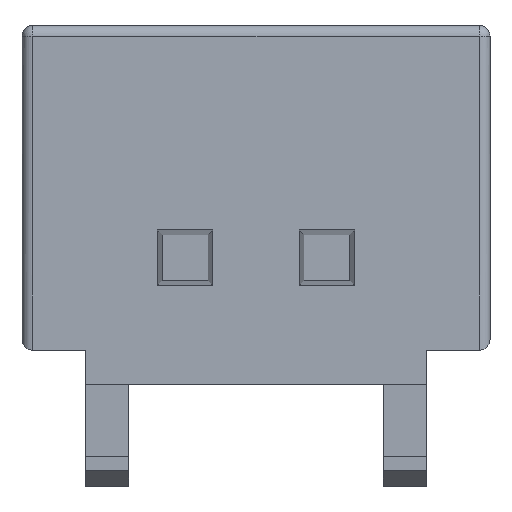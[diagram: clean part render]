
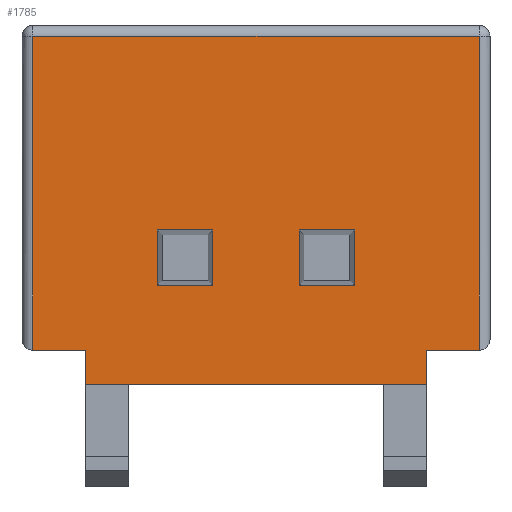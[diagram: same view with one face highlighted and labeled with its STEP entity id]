
A CAD part, front view. The second image highlights one B-rep face of the part: STEP entity #1785.
In plain terms, the highlighted planar face has unit normal (0, -1, 0).
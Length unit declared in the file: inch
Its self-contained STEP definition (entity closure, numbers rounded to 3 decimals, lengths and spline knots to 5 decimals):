
#114 = ORIENTED_EDGE ( 'NONE', *, *, #4582, .F. ) ;
#128 = VECTOR ( 'NONE', #9824, 39.37008 ) ;
#394 = DIRECTION ( 'NONE',  ( 0., 1., 0. ) ) ;
#458 = EDGE_CURVE ( 'NONE', #12764, #14771, #11884, .T. ) ;
#473 = EDGE_CURVE ( 'NONE', #6216, #9828, #12068, .T. ) ;
#554 = AXIS2_PLACEMENT_3D ( 'NONE', #7712, #394, #8953 ) ;
#572 = CARTESIAN_POINT ( 'NONE',  ( 0.475, -0.9475, -0.5475 ) ) ;
#650 = LINE ( 'NONE', #8297, #6793 ) ;
#701 = EDGE_CURVE ( 'NONE', #8298, #5849, #11472, .T. ) ;
#878 = VECTOR ( 'NONE', #5869, 39.37008 ) ;
#1077 = VERTEX_POINT ( 'NONE', #13767 ) ;
#1260 = CARTESIAN_POINT ( 'NONE',  ( 0.6525, -0.9475, -0.4525 ) ) ;
#1314 = LINE ( 'NONE', #5558, #13564 ) ;
#1388 = DIRECTION ( 'NONE',  ( 0., 0., -1. ) ) ;
#1515 = ORIENTED_EDGE ( 'NONE', *, *, #12175, .F. ) ;
#1673 = VECTOR ( 'NONE', #9731, 39.37008 ) ;
#1686 = LINE ( 'NONE', #1871, #4557 ) ;
#1785 = ADVANCED_FACE ( 'NONE', ( #2908, #5791, #15531 ), #2802, .F. ) ;
#1804 = VECTOR ( 'NONE', #10392, 39.37008 ) ;
#1871 = CARTESIAN_POINT ( 'NONE',  ( -0.475, -0.9475, -0.5475 ) ) ;
#1876 = DIRECTION ( 'NONE',  ( 0., 0., -1. ) ) ;
#2209 = DIRECTION ( 'NONE',  ( -1., 0., 0. ) ) ;
#2413 = CARTESIAN_POINT ( 'NONE',  ( 0.475, -0.9475, -0.5475 ) ) ;
#2489 = VECTOR ( 'NONE', #2685, 39.37008 ) ;
#2647 = VECTOR ( 'NONE', #11159, 39.37008 ) ;
#2685 = DIRECTION ( 'NONE',  ( 0., 0., -1. ) ) ;
#2802 = PLANE ( 'NONE',  #554 ) ;
#2899 = VECTOR ( 'NONE', #10845, 39.37008 ) ;
#2908 = FACE_BOUND ( 'NONE', #10533, .T. ) ;
#3057 = DIRECTION ( 'NONE',  ( 0., 0., 1. ) ) ;
#3147 = DIRECTION ( 'NONE',  ( 0., 0., 1. ) ) ;
#3322 = LINE ( 'NONE', #9191, #6195 ) ;
#3371 = LINE ( 'NONE', #1260, #128 ) ;
#3514 = CARTESIAN_POINT ( 'NONE',  ( -0.6225, -0.9475, 0.4225 ) ) ;
#3679 = LINE ( 'NONE', #11243, #13060 ) ;
#3984 = ORIENTED_EDGE ( 'NONE', *, *, #5957, .T. ) ;
#4096 = ORIENTED_EDGE ( 'NONE', *, *, #12502, .T. ) ;
#4126 = LINE ( 'NONE', #14394, #878 ) ;
#4158 = CARTESIAN_POINT ( 'NONE',  ( -0.275, -0.9475, -0.2725 ) ) ;
#4298 = CARTESIAN_POINT ( 'NONE',  ( 0.12, -0.9475, -0.1175 ) ) ;
#4460 = ORIENTED_EDGE ( 'NONE', *, *, #701, .T. ) ;
#4547 = CARTESIAN_POINT ( 'NONE',  ( 0.6225, -0.9475, -0.4525 ) ) ;
#4557 = VECTOR ( 'NONE', #3057, 39.37008 ) ;
#4582 = EDGE_CURVE ( 'NONE', #14771, #11381, #3679, .T. ) ;
#4611 = ORIENTED_EDGE ( 'NONE', *, *, #7966, .F. ) ;
#4658 = EDGE_CURVE ( 'NONE', #9828, #6052, #12863, .T. ) ;
#4715 = VERTEX_POINT ( 'NONE', #6752 ) ;
#4858 = EDGE_LOOP ( 'NONE', ( #4460, #12576, #7716, #10209, #13924, #4096, #11520, #3984 ) ) ;
#5493 = DIRECTION ( 'NONE',  ( -1., 0., 0. ) ) ;
#5552 = VECTOR ( 'NONE', #1388, 39.37008 ) ;
#5558 = CARTESIAN_POINT ( 'NONE',  ( -0.12, -0.9475, -0.1175 ) ) ;
#5700 = CARTESIAN_POINT ( 'NONE',  ( 0.475, -0.9475, -0.4525 ) ) ;
#5712 = EDGE_CURVE ( 'NONE', #11381, #12924, #1314, .T. ) ;
#5781 = EDGE_LOOP ( 'NONE', ( #114, #11953, #12503, #8824 ) ) ;
#5791 = FACE_BOUND ( 'NONE', #5781, .T. ) ;
#5849 = VERTEX_POINT ( 'NONE', #3514 ) ;
#5869 = DIRECTION ( 'NONE',  ( 0., 0., 1. ) ) ;
#5957 = EDGE_CURVE ( 'NONE', #9450, #8298, #12419, .T. ) ;
#6052 = VERTEX_POINT ( 'NONE', #12553 ) ;
#6173 = LINE ( 'NONE', #7164, #2899 ) ;
#6195 = VECTOR ( 'NONE', #5493, 39.37008 ) ;
#6216 = VERTEX_POINT ( 'NONE', #4298 ) ;
#6320 = VERTEX_POINT ( 'NONE', #5700 ) ;
#6340 = LINE ( 'NONE', #9225, #15703 ) ;
#6743 = CARTESIAN_POINT ( 'NONE',  ( -0.275, -0.9475, -0.1175 ) ) ;
#6752 = CARTESIAN_POINT ( 'NONE',  ( -0.475, -0.9475, -0.4525 ) ) ;
#6793 = VECTOR ( 'NONE', #2209, 39.37008 ) ;
#7113 = CARTESIAN_POINT ( 'NONE',  ( 0.475, -0.9475, -0.5475 ) ) ;
#7164 = CARTESIAN_POINT ( 'NONE',  ( 0.12, -0.9475, -0.1175 ) ) ;
#7712 = CARTESIAN_POINT ( 'NONE',  ( 0.6525, -0.9475, 0.4525 ) ) ;
#7716 = ORIENTED_EDGE ( 'NONE', *, *, #8791, .F. ) ;
#7827 = VECTOR ( 'NONE', #11187, 39.37008 ) ;
#7966 = EDGE_CURVE ( 'NONE', #6052, #14235, #4126, .T. ) ;
#8297 = CARTESIAN_POINT ( 'NONE',  ( -0.275, -0.9475, -0.1175 ) ) ;
#8298 = VERTEX_POINT ( 'NONE', #9814 ) ;
#8321 = LINE ( 'NONE', #572, #1804 ) ;
#8568 = LINE ( 'NONE', #2413, #1673 ) ;
#8791 = EDGE_CURVE ( 'NONE', #4715, #1077, #3322, .T. ) ;
#8824 = ORIENTED_EDGE ( 'NONE', *, *, #5712, .F. ) ;
#8875 = CARTESIAN_POINT ( 'NONE',  ( -0.475, -0.9475, -0.5475 ) ) ;
#8953 = DIRECTION ( 'NONE',  ( 0., 0., 1. ) ) ;
#8988 = DIRECTION ( 'NONE',  ( 1., 0., 0. ) ) ;
#9191 = CARTESIAN_POINT ( 'NONE',  ( 0.6525, -0.9475, -0.4525 ) ) ;
#9225 = CARTESIAN_POINT ( 'NONE',  ( -0.6225, -0.9475, 0.4525 ) ) ;
#9450 = VERTEX_POINT ( 'NONE', #4547 ) ;
#9606 = VECTOR ( 'NONE', #8988, 39.37008 ) ;
#9731 = DIRECTION ( 'NONE',  ( -1., 0., 0. ) ) ;
#9814 = CARTESIAN_POINT ( 'NONE',  ( 0.6225, -0.9475, 0.4225 ) ) ;
#9824 = DIRECTION ( 'NONE',  ( -1., 0., 0. ) ) ;
#9828 = VERTEX_POINT ( 'NONE', #10183 ) ;
#9905 = CARTESIAN_POINT ( 'NONE',  ( 0.6225, -0.9475, 0.4525 ) ) ;
#9927 = CARTESIAN_POINT ( 'NONE',  ( 0.6525, -0.9475, 0.4225 ) ) ;
#10183 = CARTESIAN_POINT ( 'NONE',  ( 0.12, -0.9475, -0.2725 ) ) ;
#10209 = ORIENTED_EDGE ( 'NONE', *, *, #14220, .F. ) ;
#10392 = DIRECTION ( 'NONE',  ( 0., 0., 1. ) ) ;
#10453 = VERTEX_POINT ( 'NONE', #7113 ) ;
#10533 = EDGE_LOOP ( 'NONE', ( #14819, #12698, #1515, #4611 ) ) ;
#10845 = DIRECTION ( 'NONE',  ( -1., 0., 0. ) ) ;
#11159 = DIRECTION ( 'NONE',  ( 0., 0., 1. ) ) ;
#11187 = DIRECTION ( 'NONE',  ( -1., 0., 0. ) ) ;
#11243 = CARTESIAN_POINT ( 'NONE',  ( -0.275, -0.9475, -0.2725 ) ) ;
#11251 = CARTESIAN_POINT ( 'NONE',  ( -0.275, -0.9475, -0.1175 ) ) ;
#11381 = VERTEX_POINT ( 'NONE', #13949 ) ;
#11472 = LINE ( 'NONE', #9927, #7827 ) ;
#11520 = ORIENTED_EDGE ( 'NONE', *, *, #15436, .F. ) ;
#11553 = EDGE_CURVE ( 'NONE', #12924, #12764, #650, .T. ) ;
#11819 = VERTEX_POINT ( 'NONE', #8875 ) ;
#11884 = LINE ( 'NONE', #11251, #2489 ) ;
#11953 = ORIENTED_EDGE ( 'NONE', *, *, #458, .F. ) ;
#12068 = LINE ( 'NONE', #12474, #5552 ) ;
#12175 = EDGE_CURVE ( 'NONE', #14235, #6216, #6173, .T. ) ;
#12187 = CARTESIAN_POINT ( 'NONE',  ( -0.12, -0.9475, -0.1175 ) ) ;
#12419 = LINE ( 'NONE', #9905, #2647 ) ;
#12462 = DIRECTION ( 'NONE',  ( 1., 0., 0. ) ) ;
#12474 = CARTESIAN_POINT ( 'NONE',  ( 0.12, -0.9475, -0.1175 ) ) ;
#12502 = EDGE_CURVE ( 'NONE', #10453, #6320, #8321, .T. ) ;
#12503 = ORIENTED_EDGE ( 'NONE', *, *, #11553, .F. ) ;
#12553 = CARTESIAN_POINT ( 'NONE',  ( 0.275, -0.9475, -0.2725 ) ) ;
#12576 = ORIENTED_EDGE ( 'NONE', *, *, #13208, .T. ) ;
#12698 = ORIENTED_EDGE ( 'NONE', *, *, #473, .F. ) ;
#12764 = VERTEX_POINT ( 'NONE', #6743 ) ;
#12863 = LINE ( 'NONE', #15079, #9606 ) ;
#12906 = CARTESIAN_POINT ( 'NONE',  ( 0.275, -0.9475, -0.1175 ) ) ;
#12924 = VERTEX_POINT ( 'NONE', #12187 ) ;
#13060 = VECTOR ( 'NONE', #12462, 39.37008 ) ;
#13208 = EDGE_CURVE ( 'NONE', #5849, #1077, #6340, .T. ) ;
#13564 = VECTOR ( 'NONE', #3147, 39.37008 ) ;
#13767 = CARTESIAN_POINT ( 'NONE',  ( -0.6225, -0.9475, -0.4525 ) ) ;
#13924 = ORIENTED_EDGE ( 'NONE', *, *, #14499, .F. ) ;
#13949 = CARTESIAN_POINT ( 'NONE',  ( -0.12, -0.9475, -0.2725 ) ) ;
#14220 = EDGE_CURVE ( 'NONE', #11819, #4715, #1686, .T. ) ;
#14235 = VERTEX_POINT ( 'NONE', #12906 ) ;
#14394 = CARTESIAN_POINT ( 'NONE',  ( 0.275, -0.9475, -0.1175 ) ) ;
#14499 = EDGE_CURVE ( 'NONE', #10453, #11819, #8568, .T. ) ;
#14771 = VERTEX_POINT ( 'NONE', #4158 ) ;
#14819 = ORIENTED_EDGE ( 'NONE', *, *, #4658, .F. ) ;
#15079 = CARTESIAN_POINT ( 'NONE',  ( 0.12, -0.9475, -0.2725 ) ) ;
#15436 = EDGE_CURVE ( 'NONE', #9450, #6320, #3371, .T. ) ;
#15531 = FACE_OUTER_BOUND ( 'NONE', #4858, .T. ) ;
#15703 = VECTOR ( 'NONE', #1876, 39.37008 ) ;
